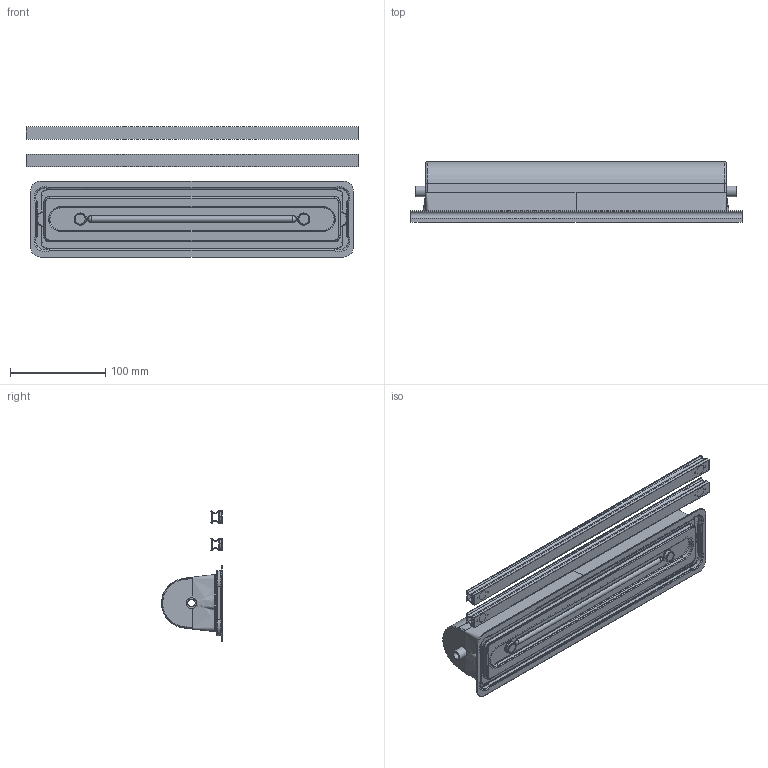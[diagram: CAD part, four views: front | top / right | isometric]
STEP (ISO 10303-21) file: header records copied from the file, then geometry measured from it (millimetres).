
FILE_DESCRIPTION (( 'STEP AP214' ), '1' );
FILE_NAME ('18881500019.STEP', '2025-03-21T20:33:54', ( '' ), ( '' ), 'SwSTEP 2.0', 'SolidWorks 2024', '' );
FILE_SCHEMA (( 'AUTOMOTIVE_DESIGN' ));
Length unit declared in the file: inch
Products named in the file (1): 18881500019
Bounding box: 349.24 x 64.09 x 137.04 mm (x, y, z)
Volume: 714893 mm3; surface area: 371058.2 mm2
Topology: 12 solids, 12 shells, 427 faces, 997 edges, 606 vertices
Faces by surface type: cylinder 197, plane 116, torus 106, bspline 4, sphere 4
Full cylindrical faces by diameter (mm): 1.6 x8, 7.7 x3, 10.5 x7, 11 x3, 11.76 x2, 50.8 x2
Entity records: 45853 total; most frequent: CARTESIAN_POINT 36093, DIRECTION 2056, ORIENTED_EDGE 1900, EDGE_CURVE 950, AXIS2_PLACEMENT_3D 836, VERTEX_POINT 602, EDGE_LOOP 516, FACE_OUTER_BOUND 470
